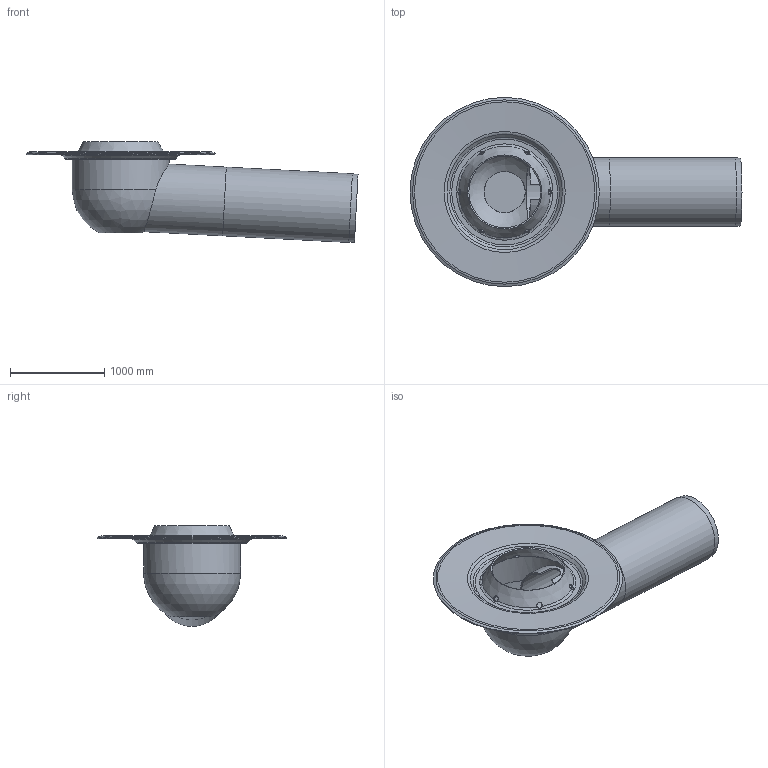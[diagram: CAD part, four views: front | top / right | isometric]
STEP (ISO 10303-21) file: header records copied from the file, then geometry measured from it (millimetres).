
FILE_DESCRIPTION(/* description */ (''),/* implementation_level */ '2;1');
FILE_NAME(/* name */ '15879.070X_3D.stp',/* time_stamp */ '2024-12-12T06:55:26+01:00',/* author */ ('CAD'),/* organization */ (''),/* preprocessor_version */ 'ST-DEVELOPER v20',/* originating_system */ 'AutoCAD Mechanical',/* authorisation */ '');
FILE_SCHEMA (('AUTOMOTIVE_DESIGN { 1 0 10303 214 3 1 1 }'));
Length unit declared in the file: centimetre
Products named in the file (1): Product
Bounding box: 3523.28 x 2008.9 x 1070.46 mm (x, y, z)
Volume: 157313420.8 mm3; surface area: 20713248.6 mm2
Topology: 4 solids, 4 shells, 49 faces, 158 edges, 102 vertices
Faces by surface type: cylinder 14, cone 14, plane 11, torus 8, bspline 1, sphere 1
Full cylindrical faces by diameter (mm): 60 x6, 698 x2, 730 x3, 1000 x1, 1030 x1
Entity records: 2881 total; most frequent: CARTESIAN_POINT 1434, ORIENTED_EDGE 316, DIRECTION 283, EDGE_CURVE 158, AXIS2_PLACEMENT_3D 124, VERTEX_POINT 102, CIRCLE 75, EDGE_LOOP 54
